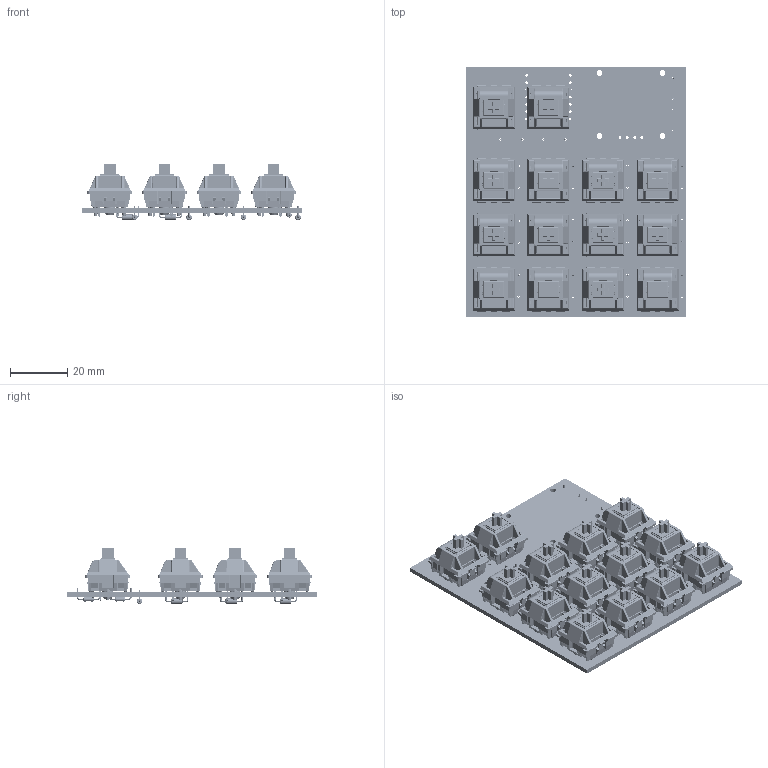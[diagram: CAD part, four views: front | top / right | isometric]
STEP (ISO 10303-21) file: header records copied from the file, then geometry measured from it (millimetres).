
FILE_DESCRIPTION(('KiCad electronic assembly'),'2;1');
FILE_NAME('MacroPad.step','2025-02-13T16:32:59',('Pcbnew'),('Kicad'), 'Open CASCADE STEP processor 7.8','KiCad to STEP converter','Unknown' );
FILE_SCHEMA(('AUTOMOTIVE_DESIGN { 1 0 10303 214 1 1 1 1 }'));
Length unit declared in the file: millimetre
Products named in the file (8): MacroPad 1; MX_PCB; SW_Cherry_MX_PCB_cp; D_DO-35_SOD27_P7.62mm_Horizontal; R_Axial_DIN0204_L3.6mm_D1.6mm_P7.62mm_Horizontal; R_Axial_DIN0204_L36mm_D16mm_P762mm_Horizontal; MacroPad_PCB
Assembly tree (34 placements, depth 3):
  MacroPad 1
    MX_PCB  x14
      SW_Cherry_MX_PCB_cp
    D_DO-35_SOD27_P7.62mm_Horizontal  x14
      D_DO-35_SOD27_P7.62mm_Horizontal
    R_Axial_DIN0204_L3.6mm_D1.6mm_P7.62mm_Horizontal  x2
      R_Axial_DIN0204_L36mm_D16mm_P762mm_Horizontal
    MacroPad_PCB
Bounding box: 76.56 x 87.31 x 19.65 mm (x, y, z)
Volume: 24439.2 mm3; surface area: 60715.8 mm2
Topology: 129 solids, 129 shells, 13576 faces, 35508 edges, 22366 vertices
Faces by surface type: plane 8278, cylinder 3778, torus 568, bspline 448, sphere 364, cone 140
Full cylindrical faces by diameter (mm): 0.5 x50, 0.7 x4, 0.8 x28, 0.889 x14, 1 x4, 1.44 x2, 1.5 x28, 1.6 x4, 1.75 x28, 2 x32, 2.02 x14, 4 x14
Entity records: 50775 total; most frequent: CARTESIAN_POINT 15726, ORIENTED_EDGE 5824, DIRECTION 5664, EDGE_CURVE 2912, LINE 1986, VECTOR 1986, VERTEX_POINT 1849, AXIS2_PLACEMENT_3D 1839
